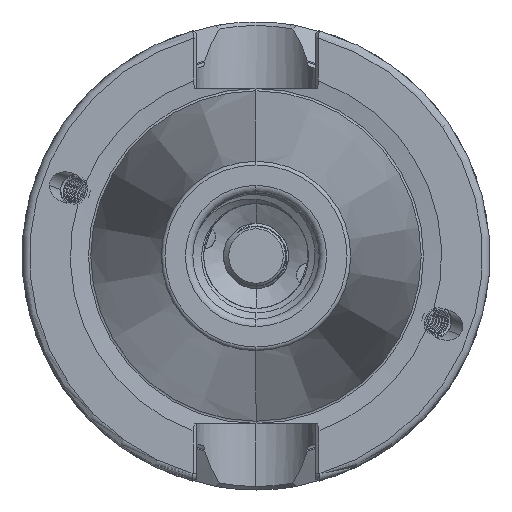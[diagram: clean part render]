
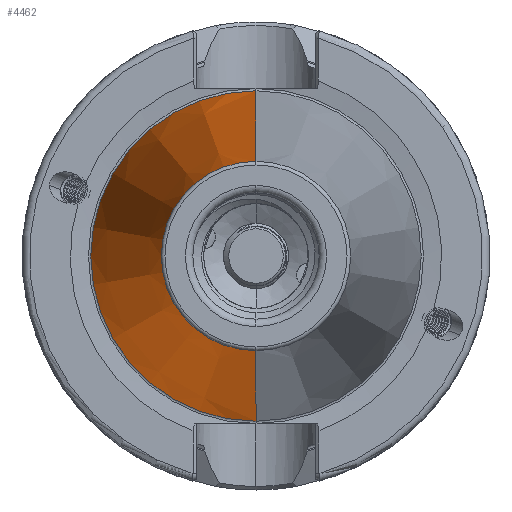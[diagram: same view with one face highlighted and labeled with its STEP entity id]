
A CAD part, left-side view. The second image highlights one B-rep face of the part: STEP entity #4462.
In plain terms, the highlighted conical face has half-angle 8.297 degrees and reference radius 22.24 mm.
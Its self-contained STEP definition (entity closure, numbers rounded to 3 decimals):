
#2500 = ORIENTED_EDGE ( 'NONE', *, *, #13287, .T. ) ;
#2545 = ORIENTED_EDGE ( 'NONE', *, *, #13055, .F. ) ;
#2563 = ORIENTED_EDGE ( 'NONE', *, *, #13252, .F. ) ;
#2569 = ORIENTED_EDGE ( 'NONE', *, *, #13280, .T. ) ;
#4136 = FACE_OUTER_BOUND ( 'NONE', #6330, .T. ) ;
#4193 = CONICAL_SURFACE ( 'NONE', #8528, 22.24, 0.145 ) ;
#4462 = ADVANCED_FACE ( 'NONE', ( #4136 ), #4193, .T. ) ;
#6330 = EDGE_LOOP ( 'NONE', ( #2569, #2500, #2545, #2563 ) ) ;
#7381 = CIRCLE ( 'NONE', #17309, 22.24 ) ;
#7450 = LINE ( 'NONE', #11740, #7451 ) ;
#7451 = VECTOR ( 'NONE', #11793, 1000. ) ;
#7485 = VECTOR ( 'NONE', #11876, 1000. ) ;
#7486 = LINE ( 'NONE', #11897, #7485 ) ;
#7489 = CIRCLE ( 'NONE', #17357, 12.75 ) ;
#8528 = AXIS2_PLACEMENT_3D ( 'NONE', #16037, #16027, #15968 ) ;
#11740 = CARTESIAN_POINT ( 'NONE',  ( -0.9, 0., -22.24 ) ) ;
#11793 = DIRECTION ( 'NONE',  ( 0.99, 0., -0.144 ) ) ;
#11852 = DIRECTION ( 'NONE',  ( 1., 0., 0. ) ) ;
#11860 = DIRECTION ( 'NONE',  ( 0., 0., -1. ) ) ;
#11871 = CARTESIAN_POINT ( 'NONE',  ( -65.972, 0., 0. ) ) ;
#11876 = DIRECTION ( 'NONE',  ( 0.99, 0., 0.144 ) ) ;
#11897 = CARTESIAN_POINT ( 'NONE',  ( -0.9, 0., 22.24 ) ) ;
#12599 = VERTEX_POINT ( 'NONE', #22314 ) ;
#12600 = VERTEX_POINT ( 'NONE', #22432 ) ;
#12642 = VERTEX_POINT ( 'NONE', #22642 ) ;
#12651 = VERTEX_POINT ( 'NONE', #22700 ) ;
#13055 = EDGE_CURVE ( 'NONE', #12599, #12642, #7381, .T. ) ;
#13252 = EDGE_CURVE ( 'NONE', #12651, #12599, #7450, .T. ) ;
#13280 = EDGE_CURVE ( 'NONE', #12651, #12600, #7489, .T. ) ;
#13287 = EDGE_CURVE ( 'NONE', #12600, #12642, #7486, .T. ) ;
#15968 = DIRECTION ( 'NONE',  ( 0., 0., -1. ) ) ;
#16027 = DIRECTION ( 'NONE',  ( 1., 0., 0. ) ) ;
#16037 = CARTESIAN_POINT ( 'NONE',  ( -0.9, 0., 0. ) ) ;
#17309 = AXIS2_PLACEMENT_3D ( 'NONE', #25808, #25863, #25865 ) ;
#17357 = AXIS2_PLACEMENT_3D ( 'NONE', #11871, #11852, #11860 ) ;
#22314 = CARTESIAN_POINT ( 'NONE',  ( -0.9, 0., -22.24 ) ) ;
#22432 = CARTESIAN_POINT ( 'NONE',  ( -65.972, 0., 12.75 ) ) ;
#22642 = CARTESIAN_POINT ( 'NONE',  ( -0.9, 0., 22.24 ) ) ;
#22700 = CARTESIAN_POINT ( 'NONE',  ( -65.972, 0., -12.75 ) ) ;
#25808 = CARTESIAN_POINT ( 'NONE',  ( -0.9, 0., 0. ) ) ;
#25863 = DIRECTION ( 'NONE',  ( 1., 0., 0. ) ) ;
#25865 = DIRECTION ( 'NONE',  ( 0., 0., -1. ) ) ;
